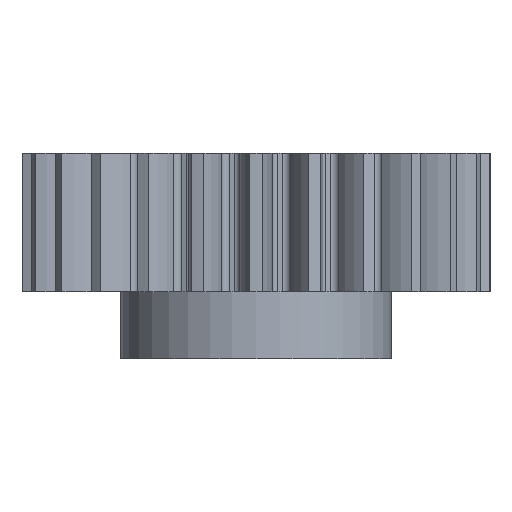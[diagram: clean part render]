
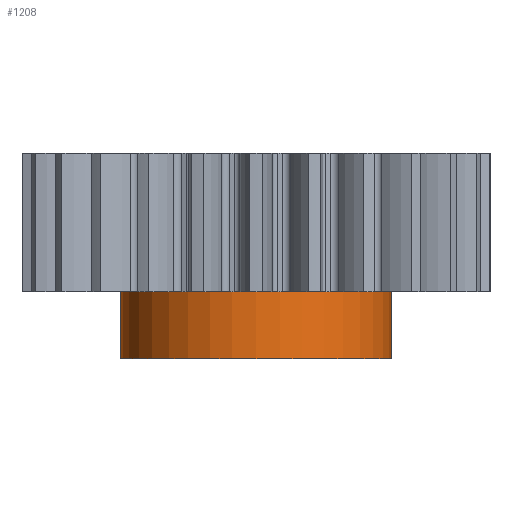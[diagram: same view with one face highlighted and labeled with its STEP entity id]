
A CAD part, front view. The second image highlights one B-rep face of the part: STEP entity #1208.
In plain terms, the highlighted cylindrical face has radius 62.5 mm (diameter 125 mm), a partial arc.
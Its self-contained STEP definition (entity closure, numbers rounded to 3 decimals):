
#11 = EDGE_CURVE ( 'NONE', #1570, #1573, #2301, .T. ) ;
#1204 = ORIENTED_EDGE ( 'NONE', *, *, #1578, .T. ) ;
#1207 = ORIENTED_EDGE ( 'NONE', *, *, #1209, .T. ) ;
#1208 = ADVANCED_FACE ( 'NONE', ( #4062 ), #4054, .T. ) ;
#1209 = EDGE_CURVE ( 'NONE', #1583, #1593, #4053, .T. ) ;
#1213 = ORIENTED_EDGE ( 'NONE', *, *, #11, .F. ) ;
#1218 = ORIENTED_EDGE ( 'NONE', *, *, #1574, .F. ) ;
#1219 = EDGE_LOOP ( 'NONE', ( #1218, #1207, #1204, #1213 ) ) ;
#1570 = VERTEX_POINT ( 'NONE', #4639 ) ;
#1573 = VERTEX_POINT ( 'NONE', #4532 ) ;
#1574 = EDGE_CURVE ( 'NONE', #1583, #1570, #4531, .T. ) ;
#1578 = EDGE_CURVE ( 'NONE', #1593, #1573, #4509, .T. ) ;
#1583 = VERTEX_POINT ( 'NONE', #4688 ) ;
#1593 = VERTEX_POINT ( 'NONE', #4676 ) ;
#2178 = DIRECTION ( 'NONE',  ( 1., 0., 0. ) ) ;
#2179 = DIRECTION ( 'NONE',  ( 0., 0., 1. ) ) ;
#2180 = CARTESIAN_POINT ( 'NONE',  ( 0., 0., 0. ) ) ;
#2181 = AXIS2_PLACEMENT_3D ( 'NONE', #2180, #2179, #2178 ) ;
#2301 = CIRCLE ( 'NONE', #2181, 62.5 ) ;
#4048 = CARTESIAN_POINT ( 'NONE',  ( 0., 0., -31. ) ) ;
#4049 = DIRECTION ( 'NONE',  ( 0., 0., 1. ) ) ;
#4051 = DIRECTION ( 'NONE',  ( 0., 0., 1. ) ) ;
#4053 = CIRCLE ( 'NONE', #4103, 62.5 ) ;
#4054 = CYLINDRICAL_SURFACE ( 'NONE', #4055, 62.5 ) ;
#4055 = AXIS2_PLACEMENT_3D ( 'NONE', #4048, #4051, #4074 ) ;
#4062 = FACE_OUTER_BOUND ( 'NONE', #1219, .T. ) ;
#4074 = DIRECTION ( 'NONE',  ( 1., 0., 0. ) ) ;
#4102 = DIRECTION ( 'NONE',  ( 1., 0., 0. ) ) ;
#4103 = AXIS2_PLACEMENT_3D ( 'NONE', #4107, #4049, #4102 ) ;
#4107 = CARTESIAN_POINT ( 'NONE',  ( 0., 0., -31. ) ) ;
#4509 = LINE ( 'NONE', #4521, #4520 ) ;
#4519 = DIRECTION ( 'NONE',  ( 0., 0., 1. ) ) ;
#4520 = VECTOR ( 'NONE', #4519, 1000. ) ;
#4521 = CARTESIAN_POINT ( 'NONE',  ( 62.5, 0., -31. ) ) ;
#4527 = DIRECTION ( 'NONE',  ( 0., 0., 1. ) ) ;
#4528 = VECTOR ( 'NONE', #4527, 1000. ) ;
#4531 = LINE ( 'NONE', #4535, #4528 ) ;
#4532 = CARTESIAN_POINT ( 'NONE',  ( 62.5, 0., 0. ) ) ;
#4535 = CARTESIAN_POINT ( 'NONE',  ( -62.5, 0., -31. ) ) ;
#4639 = CARTESIAN_POINT ( 'NONE',  ( -62.5, 0., 0. ) ) ;
#4676 = CARTESIAN_POINT ( 'NONE',  ( 62.5, 0., -31. ) ) ;
#4688 = CARTESIAN_POINT ( 'NONE',  ( -62.5, 0., -31. ) ) ;
